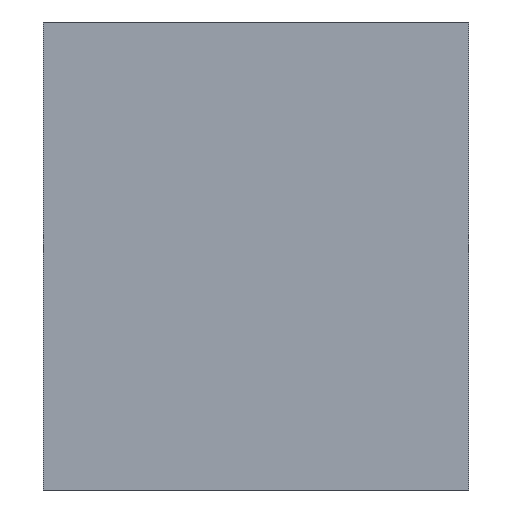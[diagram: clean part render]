
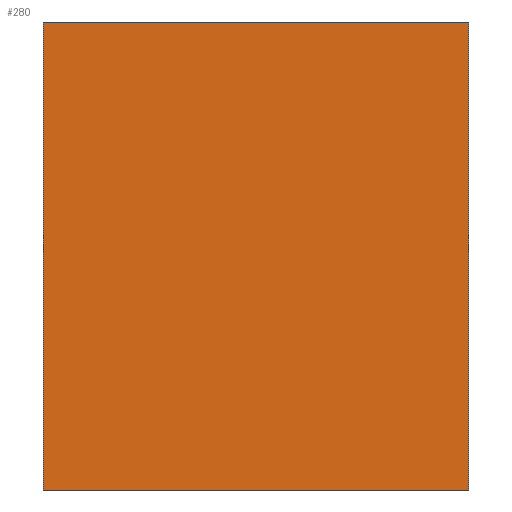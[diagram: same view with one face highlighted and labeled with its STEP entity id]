
A CAD part, left-side view. The second image highlights one B-rep face of the part: STEP entity #280.
In plain terms, the highlighted planar face has unit normal (-1, 0, 0).
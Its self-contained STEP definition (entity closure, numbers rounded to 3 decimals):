
#19=FACE_OUTER_BOUND('',#33,.T.);
#33=EDGE_LOOP('',(#194,#195,#196,#197));
#45=LINE('',#398,#81);
#48=LINE('',#404,#84);
#51=LINE('',#410,#87);
#59=LINE('',#427,#95);
#81=VECTOR('',#330,1.);
#84=VECTOR('',#335,1.);
#87=VECTOR('',#340,1.);
#95=VECTOR('',#354,1.);
#114=VERTEX_POINT('',#391);
#117=VERTEX_POINT('',#396);
#118=VERTEX_POINT('',#400);
#121=VERTEX_POINT('',#408);
#141=EDGE_CURVE('',#117,#114,#45,.T.);
#144=EDGE_CURVE('',#114,#118,#48,.T.);
#147=EDGE_CURVE('',#117,#121,#51,.T.);
#155=EDGE_CURVE('',#121,#118,#59,.T.);
#194=ORIENTED_EDGE('',*,*,#155,.T.);
#195=ORIENTED_EDGE('',*,*,#144,.F.);
#196=ORIENTED_EDGE('',*,*,#141,.F.);
#197=ORIENTED_EDGE('',*,*,#147,.T.);
#251=PLANE('',#314);
#280=ADVANCED_FACE('',(#19),#251,.F.);
#314=AXIS2_PLACEMENT_3D('',#426,#352,#353);
#330=DIRECTION('',(0.,-1.,0.));
#335=DIRECTION('',(0.,0.,-1.));
#340=DIRECTION('',(0.,0.,-1.));
#352=DIRECTION('center_axis',(1.,0.,0.));
#353=DIRECTION('ref_axis',(0.,0.,-1.));
#354=DIRECTION('',(0.,-1.,0.));
#391=CARTESIAN_POINT('',(-0.5,-0.25,0.55));
#396=CARTESIAN_POINT('',(-0.5,0.25,0.55));
#398=CARTESIAN_POINT('',(-0.5,0.25,0.55));
#400=CARTESIAN_POINT('',(-0.5,-0.25,0.));
#404=CARTESIAN_POINT('',(-0.5,-0.25,0.55));
#408=CARTESIAN_POINT('',(-0.5,0.25,0.));
#410=CARTESIAN_POINT('',(-0.5,0.25,0.55));
#426=CARTESIAN_POINT('Origin',(-0.5,0.25,0.55));
#427=CARTESIAN_POINT('',(-0.5,0.25,0.));
